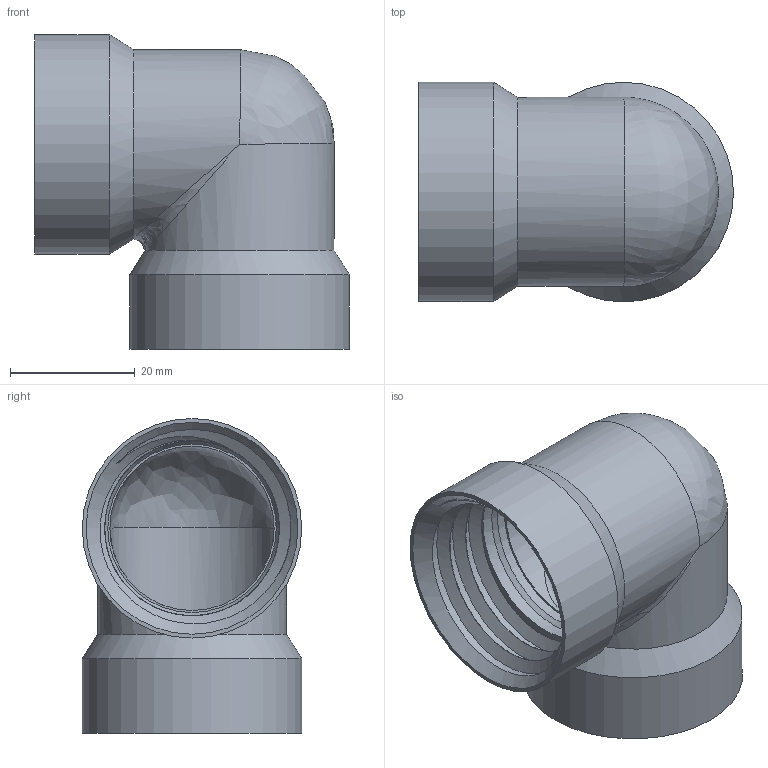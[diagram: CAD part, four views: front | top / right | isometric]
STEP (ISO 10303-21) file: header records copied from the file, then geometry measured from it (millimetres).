
FILE_DESCRIPTION(('FreeCAD Model'),'2;1');
FILE_NAME('Open CASCADE Shape Model','2024-01-12T12:23:27',(''),(''), 'Open CASCADE STEP processor 7.6','FreeCAD','Unknown');
FILE_SCHEMA(('AUTOMOTIVE_DESIGN { 1 0 10303 214 1 1 1 1 }'));
Length unit declared in the file: millimetre
Products named in the file (2): C2-A-1; PART
Assembly tree (1 placements, depth 2):
  C2-A-1
    PART
Bounding box: 50.54 x 35.23 x 50.54 mm (x, y, z)
Volume: 12664.5 mm3; surface area: 14141.8 mm2
Topology: 1 solids, 1 shells, 44 faces, 118 edges, 70 vertices
Faces by surface type: cylinder 24, bspline 8, cone 6, plane 6
Full cylindrical faces by diameter (mm): 26.376 x2, 27.04 x2, 28.037 x4, 31.75 x6, 35.23 x2
Entity records: 4816 total; most frequent: CARTESIAN_POINT 3808, ORIENTED_EDGE 220, DIRECTION 174, EDGE_CURVE 110, AXIS2_PLACEMENT_3D 74, VERTEX_POINT 70, FACE_BOUND 48, EDGE_LOOP 48
